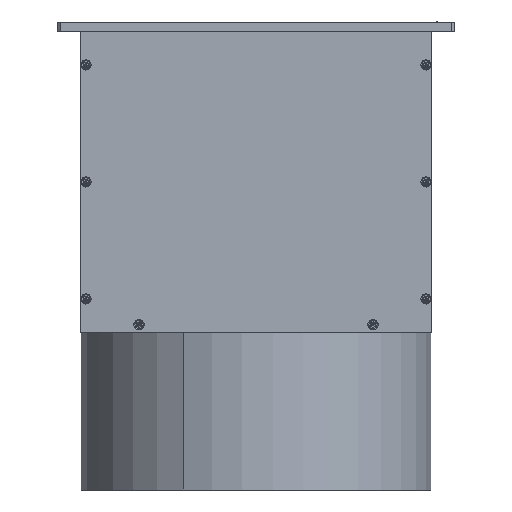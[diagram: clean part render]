
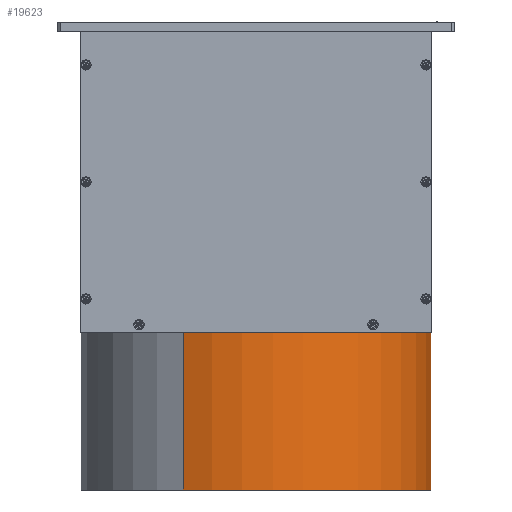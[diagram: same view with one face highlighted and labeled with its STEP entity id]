
A CAD part, left-side view. The second image highlights one B-rep face of the part: STEP entity #19623.
In plain terms, the highlighted cylindrical face has radius 112.5 mm (diameter 225 mm), a partial arc.
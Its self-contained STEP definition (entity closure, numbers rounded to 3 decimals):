
#20 = LINE ( 'NONE', #23381, #21077 ) ;
#1700 = AXIS2_PLACEMENT_3D ( 'NONE', #11466, #5086, #17532 ) ;
#1747 = ORIENTED_EDGE ( 'NONE', *, *, #13628, .F. ) ;
#2104 = CARTESIAN_POINT ( 'NONE',  ( 0., 0., -101. ) ) ;
#4168 = DIRECTION ( 'NONE',  ( -0.91, 0.414, 0. ) ) ;
#4787 = DIRECTION ( 'NONE',  ( 0., 0., -1. ) ) ;
#5086 = DIRECTION ( 'NONE',  ( 0., 0., -1. ) ) ;
#5107 = VECTOR ( 'NONE', #13042, 1000. ) ;
#5209 = AXIS2_PLACEMENT_3D ( 'NONE', #16974, #4787, #19010 ) ;
#5691 = EDGE_LOOP ( 'NONE', ( #15597, #12779, #15301, #1747 ) ) ;
#5720 = LINE ( 'NONE', #23192, #5107 ) ;
#6657 = CIRCLE ( 'NONE', #21699, 112.5 ) ;
#7282 = EDGE_CURVE ( 'NONE', #12062, #20308, #16985, .T. ) ;
#7347 = CARTESIAN_POINT ( 'NONE',  ( -102.417, 46.55, -101. ) ) ;
#8065 = CARTESIAN_POINT ( 'NONE',  ( 102.417, -46.55, -101. ) ) ;
#8227 = EDGE_CURVE ( 'NONE', #20308, #8778, #20, .T. ) ;
#8778 = VERTEX_POINT ( 'NONE', #7347 ) ;
#11466 = CARTESIAN_POINT ( 'NONE',  ( 0., 0., -173.035 ) ) ;
#12062 = VERTEX_POINT ( 'NONE', #26186 ) ;
#12779 = ORIENTED_EDGE ( 'NONE', *, *, #7282, .T. ) ;
#12939 = EDGE_CURVE ( 'NONE', #12062, #17830, #5720, .T. ) ;
#13042 = DIRECTION ( 'NONE',  ( 0., 0., -1. ) ) ;
#13628 = EDGE_CURVE ( 'NONE', #17830, #8778, #6657, .T. ) ;
#15301 = ORIENTED_EDGE ( 'NONE', *, *, #8227, .T. ) ;
#15597 = ORIENTED_EDGE ( 'NONE', *, *, #12939, .F. ) ;
#16364 = DIRECTION ( 'NONE',  ( 0., 0., -1. ) ) ;
#16974 = CARTESIAN_POINT ( 'NONE',  ( 0., 0., 0. ) ) ;
#16985 = CIRCLE ( 'NONE', #5209, 112.5 ) ;
#17532 = DIRECTION ( 'NONE',  ( -0.91, 0.414, 0. ) ) ;
#17830 = VERTEX_POINT ( 'NONE', #8065 ) ;
#18009 = CARTESIAN_POINT ( 'NONE',  ( -102.417, 46.55, 0. ) ) ;
#19010 = DIRECTION ( 'NONE',  ( -0.91, 0.414, 0. ) ) ;
#19623 = ADVANCED_FACE ( 'NONE', ( #21740 ), #25250, .T. ) ;
#20308 = VERTEX_POINT ( 'NONE', #18009 ) ;
#21077 = VECTOR ( 'NONE', #25445, 1000. ) ;
#21699 = AXIS2_PLACEMENT_3D ( 'NONE', #2104, #16364, #4168 ) ;
#21740 = FACE_OUTER_BOUND ( 'NONE', #5691, .T. ) ;
#23192 = CARTESIAN_POINT ( 'NONE',  ( 102.417, -46.55, -173.035 ) ) ;
#23381 = CARTESIAN_POINT ( 'NONE',  ( -102.417, 46.55, -173.035 ) ) ;
#25250 = CYLINDRICAL_SURFACE ( 'NONE', #1700, 112.5 ) ;
#25445 = DIRECTION ( 'NONE',  ( 0., 0., -1. ) ) ;
#26186 = CARTESIAN_POINT ( 'NONE',  ( 102.417, -46.55, 0. ) ) ;
